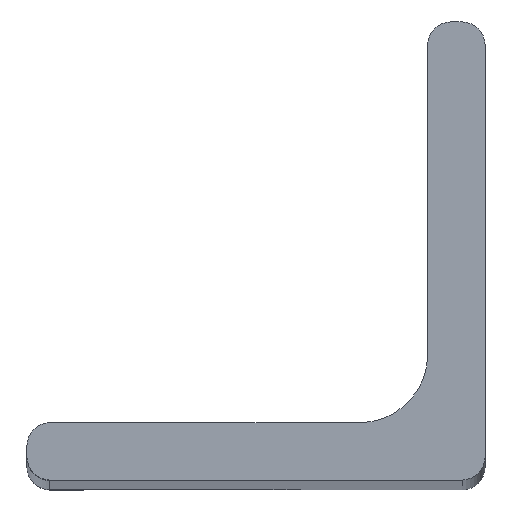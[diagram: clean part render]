
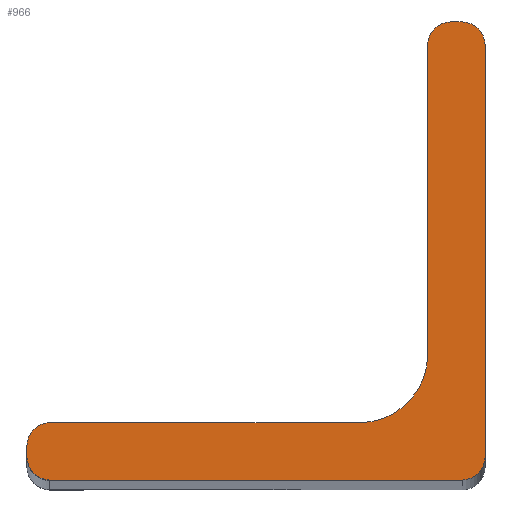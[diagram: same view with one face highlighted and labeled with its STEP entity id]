
A CAD part, top view. The second image highlights one B-rep face of the part: STEP entity #966.
In plain terms, the highlighted planar face has unit normal (0, 0, 1).
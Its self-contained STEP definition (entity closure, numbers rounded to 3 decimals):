
#227=CIRCLE('',#1053,2.);
#233=CIRCLE('',#1062,2.);
#246=CIRCLE('',#1081,2.);
#247=CIRCLE('',#1082,2.);
#248=CIRCLE('',#1083,2.);
#249=CIRCLE('',#1084,6.);
#378=ORIENTED_EDGE('',*,*,#511,.F.);
#379=ORIENTED_EDGE('',*,*,#576,.T.);
#380=ORIENTED_EDGE('',*,*,#572,.F.);
#381=ORIENTED_EDGE('',*,*,#577,.T.);
#382=ORIENTED_EDGE('',*,*,#560,.F.);
#383=ORIENTED_EDGE('',*,*,#578,.T.);
#384=ORIENTED_EDGE('',*,*,#556,.F.);
#385=ORIENTED_EDGE('',*,*,#579,.T.);
#386=ORIENTED_EDGE('',*,*,#527,.F.);
#387=ORIENTED_EDGE('',*,*,#537,.T.);
#388=ORIENTED_EDGE('',*,*,#515,.F.);
#389=ORIENTED_EDGE('',*,*,#543,.T.);
#511=EDGE_CURVE('',#619,#608,#695,.T.);
#515=EDGE_CURVE('',#623,#620,#699,.T.);
#527=EDGE_CURVE('',#635,#636,#710,.T.);
#537=EDGE_CURVE('',#635,#620,#227,.F.);
#543=EDGE_CURVE('',#623,#608,#233,.F.);
#556=EDGE_CURVE('',#652,#653,#722,.T.);
#560=EDGE_CURVE('',#656,#657,#726,.T.);
#572=EDGE_CURVE('',#668,#669,#734,.T.);
#576=EDGE_CURVE('',#619,#669,#246,.F.);
#577=EDGE_CURVE('',#668,#657,#247,.F.);
#578=EDGE_CURVE('',#656,#653,#248,.F.);
#579=EDGE_CURVE('',#652,#636,#249,.T.);
#608=VERTEX_POINT('',#1546);
#619=VERTEX_POINT('',#1567);
#620=VERTEX_POINT('',#1571);
#623=VERTEX_POINT('',#1576);
#635=VERTEX_POINT('',#1603);
#636=VERTEX_POINT('',#1605);
#652=VERTEX_POINT('',#1657);
#653=VERTEX_POINT('',#1658);
#656=VERTEX_POINT('',#1666);
#657=VERTEX_POINT('',#1667);
#668=VERTEX_POINT('',#1691);
#669=VERTEX_POINT('',#1692);
#695=LINE('',#1568,#773);
#699=LINE('',#1577,#777);
#710=LINE('',#1604,#788);
#722=LINE('',#1656,#800);
#726=LINE('',#1665,#804);
#734=LINE('',#1690,#812);
#773=VECTOR('',#1232,1000.);
#777=VECTOR('',#1238,1000.);
#788=VECTOR('',#1257,1000.);
#800=VECTOR('',#1317,1000.);
#804=VECTOR('',#1323,1000.);
#812=VECTOR('',#1341,1000.);
#854=EDGE_LOOP('',(#378,#379,#380,#381,#382,#383,#384,#385,#386,#387,#388,
#389));
#900=FACE_BOUND('',#854,.T.);
#934=PLANE('',#1080);
#966=ADVANCED_FACE('',(#900),#934,.F.);
#1053=AXIS2_PLACEMENT_3D('',#1623,#1271,#1272);
#1062=AXIS2_PLACEMENT_3D('',#1632,#1289,#1290);
#1080=AXIS2_PLACEMENT_3D('',#1698,#1345,#1346);
#1081=AXIS2_PLACEMENT_3D('',#1699,#1347,#1348);
#1082=AXIS2_PLACEMENT_3D('',#1700,#1349,#1350);
#1083=AXIS2_PLACEMENT_3D('',#1701,#1351,#1352);
#1084=AXIS2_PLACEMENT_3D('',#1702,#1353,#1354);
#1232=DIRECTION('',(-1.,0.,0.));
#1238=DIRECTION('',(0.,1.,0.));
#1257=DIRECTION('',(1.,0.,0.));
#1271=DIRECTION('',(0.,0.,-1.));
#1272=DIRECTION('',(-1.,0.,0.));
#1289=DIRECTION('',(0.,0.,-1.));
#1290=DIRECTION('',(-1.,0.,0.));
#1317=DIRECTION('',(0.,1.,0.));
#1323=DIRECTION('',(1.,0.,0.));
#1341=DIRECTION('',(0.,-1.,0.));
#1345=DIRECTION('',(0.,0.,-1.));
#1346=DIRECTION('',(-1.,0.,0.));
#1347=DIRECTION('',(0.,0.,-1.));
#1348=DIRECTION('',(-1.,0.,0.));
#1349=DIRECTION('',(0.,0.,-1.));
#1350=DIRECTION('',(-1.,0.,0.));
#1351=DIRECTION('',(0.,0.,-1.));
#1352=DIRECTION('',(-1.,0.,0.));
#1353=DIRECTION('',(0.,0.,-1.));
#1354=DIRECTION('',(-1.,0.,0.));
#1546=CARTESIAN_POINT('',(-38.,0.,500.));
#1567=CARTESIAN_POINT('',(-2.,0.,500.));
#1568=CARTESIAN_POINT('',(0.,0.,500.));
#1571=CARTESIAN_POINT('',(-40.,3.,500.));
#1576=CARTESIAN_POINT('',(-40.,2.,500.));
#1577=CARTESIAN_POINT('',(-40.,0.,500.));
#1603=CARTESIAN_POINT('',(-38.,5.,500.));
#1604=CARTESIAN_POINT('',(-40.,5.,500.));
#1605=CARTESIAN_POINT('',(-11.,5.,500.));
#1623=CARTESIAN_POINT('',(-38.,3.,500.));
#1632=CARTESIAN_POINT('',(-38.,2.,500.));
#1656=CARTESIAN_POINT('',(-5.,5.,500.));
#1657=CARTESIAN_POINT('',(-5.,11.,500.));
#1658=CARTESIAN_POINT('',(-5.,38.,500.));
#1665=CARTESIAN_POINT('',(-5.,40.,500.));
#1666=CARTESIAN_POINT('',(-3.,40.,500.));
#1667=CARTESIAN_POINT('',(-2.,40.,500.));
#1690=CARTESIAN_POINT('',(0.,40.,500.));
#1691=CARTESIAN_POINT('',(0.,38.,500.));
#1692=CARTESIAN_POINT('',(0.,2.,500.));
#1698=CARTESIAN_POINT('',(0.,0.,500.));
#1699=CARTESIAN_POINT('',(-2.,2.,500.));
#1700=CARTESIAN_POINT('',(-2.,38.,500.));
#1701=CARTESIAN_POINT('',(-3.,38.,500.));
#1702=CARTESIAN_POINT('',(-11.,11.,500.));
